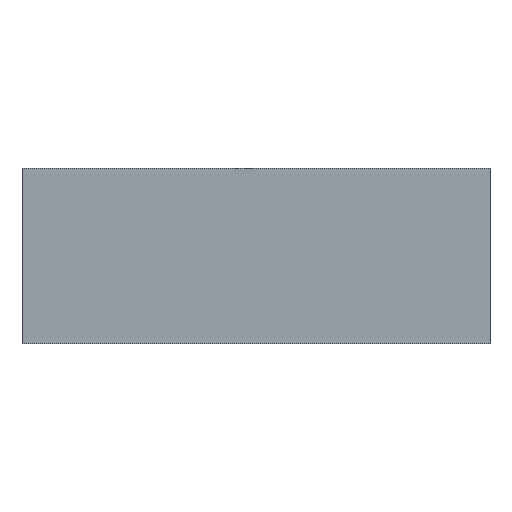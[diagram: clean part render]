
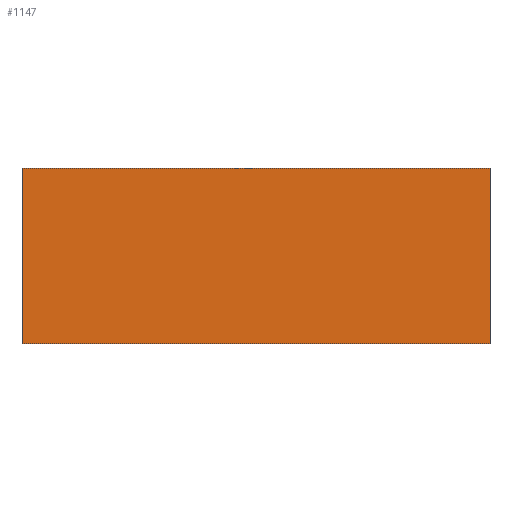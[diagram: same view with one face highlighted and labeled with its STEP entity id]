
A CAD part, front view. The second image highlights one B-rep face of the part: STEP entity #1147.
In plain terms, the highlighted planar face has unit normal (0, -1, 0).
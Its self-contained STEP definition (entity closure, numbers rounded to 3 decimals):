
#31=DIRECTION('',(1.,0.,0.));
#32=VECTOR('',#31,1.6);
#33=CARTESIAN_POINT('',(-0.8,-1.6,0.));
#34=LINE('',#33,#32);
#108=DIRECTION('',(0.,0.,1.));
#109=VECTOR('',#108,0.6);
#110=CARTESIAN_POINT('',(0.8,-1.6,0.));
#111=LINE('',#110,#109);
#416=DIRECTION('',(1.,0.,0.));
#417=VECTOR('',#416,1.6);
#418=CARTESIAN_POINT('',(-0.8,-1.6,0.6));
#419=LINE('',#418,#417);
#556=DIRECTION('',(0.,0.,1.));
#557=VECTOR('',#556,0.6);
#558=CARTESIAN_POINT('',(-0.8,-1.6,0.));
#559=LINE('',#558,#557);
#581=CARTESIAN_POINT('',(-0.8,-1.6,0.));
#582=CARTESIAN_POINT('',(0.8,-1.6,0.));
#583=VERTEX_POINT('',#581);
#584=VERTEX_POINT('',#582);
#589=CARTESIAN_POINT('',(-0.8,-1.6,0.6));
#590=CARTESIAN_POINT('',(0.8,-1.6,0.6));
#591=VERTEX_POINT('',#589);
#592=VERTEX_POINT('',#590);
#1136=CARTESIAN_POINT('',(-0.8,-1.6,0.));
#1137=DIRECTION('',(0.,-1.,0.));
#1138=DIRECTION('',(1.,0.,0.));
#1139=AXIS2_PLACEMENT_3D('',#1136,#1137,#1138);
#1140=PLANE('',#1139);
#1141=ORIENTED_EDGE('',*,*,#690,.F.);
#1142=ORIENTED_EDGE('',*,*,#844,.T.);
#1143=ORIENTED_EDGE('',*,*,#929,.T.);
#1144=ORIENTED_EDGE('',*,*,#748,.F.);
#1145=EDGE_LOOP('',(#1141,#1142,#1143,#1144));
#1146=FACE_OUTER_BOUND('',#1145,.F.);
#1147=ADVANCED_FACE('',(#1146),#1140,.T.);
#690=EDGE_CURVE('',#583,#584,#34,.T.);
#748=EDGE_CURVE('',#584,#592,#111,.T.);
#844=EDGE_CURVE('',#583,#591,#559,.T.);
#929=EDGE_CURVE('',#591,#592,#419,.T.);
